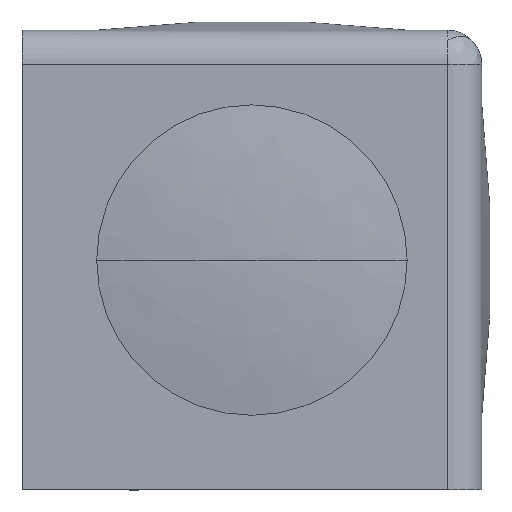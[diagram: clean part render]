
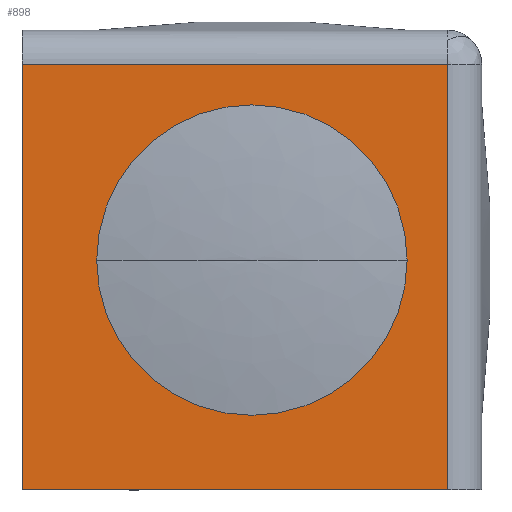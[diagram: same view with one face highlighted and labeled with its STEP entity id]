
A CAD part, left-side view. The second image highlights one B-rep face of the part: STEP entity #898.
In plain terms, the highlighted planar face has unit normal (-1, 0, 0).
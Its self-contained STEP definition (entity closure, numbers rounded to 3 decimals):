
#7 = VECTOR ( 'NONE', #917, 1000. ) ;
#20 = DIRECTION ( 'NONE',  ( 0., 0., -1. ) ) ;
#33 = CARTESIAN_POINT ( 'NONE',  ( -20., 20., 2.5 ) ) ;
#46 = ORIENTED_EDGE ( 'NONE', *, *, #168, .T. ) ;
#49 = AXIS2_PLACEMENT_3D ( 'NONE', #732, #653, #883 ) ;
#58 = DIRECTION ( 'NONE',  ( 1., 0., 0. ) ) ;
#69 = EDGE_LOOP ( 'NONE', ( #46, #244 ) ) ;
#70 = EDGE_LOOP ( 'NONE', ( #528, #620, #863, #337 ) ) ;
#84 = DIRECTION ( 'NONE',  ( 0., 0., 1. ) ) ;
#97 = CARTESIAN_POINT ( 'NONE',  ( -20., 0., 2.5 ) ) ;
#101 = LINE ( 'NONE', #485, #807 ) ;
#130 = VERTEX_POINT ( 'NONE', #224 ) ;
#168 = EDGE_CURVE ( 'NONE', #938, #516, #666, .T. ) ;
#181 = EDGE_CURVE ( 'NONE', #646, #296, #582, .T. ) ;
#188 = FACE_BOUND ( 'NONE', #69, .T. ) ;
#193 = CARTESIAN_POINT ( 'NONE',  ( -20., -17., 39.5 ) ) ;
#224 = CARTESIAN_POINT ( 'NONE',  ( -20., -17., 2.5 ) ) ;
#244 = ORIENTED_EDGE ( 'NONE', *, *, #493, .T. ) ;
#245 = EDGE_CURVE ( 'NONE', #296, #130, #305, .T. ) ;
#269 = CIRCLE ( 'NONE', #427, 13.5 ) ;
#296 = VERTEX_POINT ( 'NONE', #33 ) ;
#305 = LINE ( 'NONE', #97, #7 ) ;
#337 = ORIENTED_EDGE ( 'NONE', *, *, #600, .T. ) ;
#422 = CARTESIAN_POINT ( 'NONE',  ( -20., -13.5, 22.5 ) ) ;
#426 = PLANE ( 'NONE',  #49 ) ;
#427 = AXIS2_PLACEMENT_3D ( 'NONE', #658, #58, #651 ) ;
#485 = CARTESIAN_POINT ( 'NONE',  ( -20., 0., 39.5 ) ) ;
#489 = VECTOR ( 'NONE', #84, 1000. ) ;
#493 = EDGE_CURVE ( 'NONE', #516, #938, #269, .T. ) ;
#501 = CARTESIAN_POINT ( 'NONE',  ( -20., 13.5, 22.5 ) ) ;
#511 = FACE_OUTER_BOUND ( 'NONE', #70, .T. ) ;
#516 = VERTEX_POINT ( 'NONE', #422 ) ;
#517 = AXIS2_PLACEMENT_3D ( 'NONE', #754, #779, #20 ) ;
#528 = ORIENTED_EDGE ( 'NONE', *, *, #856, .T. ) ;
#582 = LINE ( 'NONE', #835, #640 ) ;
#600 = EDGE_CURVE ( 'NONE', #130, #892, #934, .T. ) ;
#620 = ORIENTED_EDGE ( 'NONE', *, *, #181, .T. ) ;
#640 = VECTOR ( 'NONE', #841, 1000. ) ;
#646 = VERTEX_POINT ( 'NONE', #761 ) ;
#651 = DIRECTION ( 'NONE',  ( 0., 0., -1. ) ) ;
#653 = DIRECTION ( 'NONE',  ( -1., 0., 0. ) ) ;
#658 = CARTESIAN_POINT ( 'NONE',  ( -20., 0., 22.5 ) ) ;
#666 = CIRCLE ( 'NONE', #517, 13.5 ) ;
#732 = CARTESIAN_POINT ( 'NONE',  ( -20., 0., 22.5 ) ) ;
#754 = CARTESIAN_POINT ( 'NONE',  ( -20., 0., 22.5 ) ) ;
#758 = CARTESIAN_POINT ( 'NONE',  ( -20., -17., 22.5 ) ) ;
#761 = CARTESIAN_POINT ( 'NONE',  ( -20., 20., 39.5 ) ) ;
#779 = DIRECTION ( 'NONE',  ( 1., 0., 0. ) ) ;
#807 = VECTOR ( 'NONE', #880, 1000. ) ;
#835 = CARTESIAN_POINT ( 'NONE',  ( -20., 20., 22.5 ) ) ;
#841 = DIRECTION ( 'NONE',  ( 0., 0., -1. ) ) ;
#856 = EDGE_CURVE ( 'NONE', #892, #646, #101, .T. ) ;
#863 = ORIENTED_EDGE ( 'NONE', *, *, #245, .T. ) ;
#880 = DIRECTION ( 'NONE',  ( 0., 1., 0. ) ) ;
#883 = DIRECTION ( 'NONE',  ( 0., 0., 1. ) ) ;
#892 = VERTEX_POINT ( 'NONE', #193 ) ;
#898 = ADVANCED_FACE ( 'NONE', ( #188, #511 ), #426, .T. ) ;
#917 = DIRECTION ( 'NONE',  ( 0., -1., 0. ) ) ;
#934 = LINE ( 'NONE', #758, #489 ) ;
#938 = VERTEX_POINT ( 'NONE', #501 ) ;
